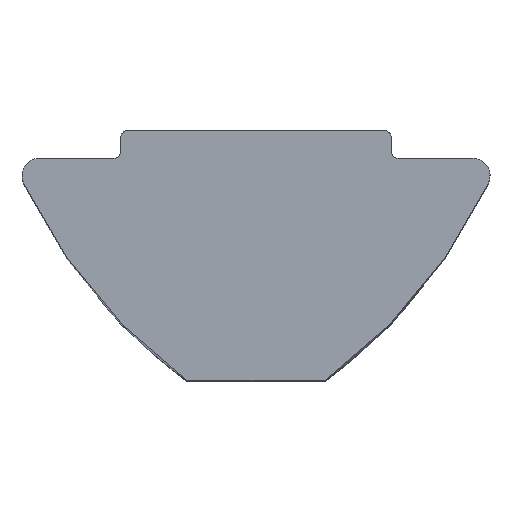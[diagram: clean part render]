
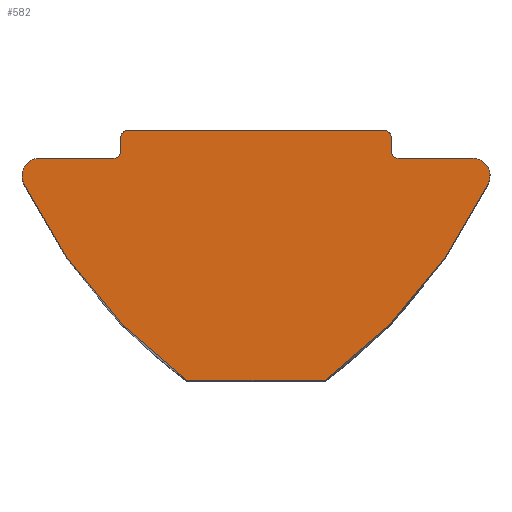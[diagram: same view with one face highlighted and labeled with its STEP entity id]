
A CAD part, top view. The second image highlights one B-rep face of the part: STEP entity #582.
In plain terms, the highlighted planar face has unit normal (0, 0, 1).
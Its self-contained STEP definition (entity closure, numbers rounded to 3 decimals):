
#4 = VERTEX_POINT ( 'NONE', #540 ) ;
#12 = CARTESIAN_POINT ( 'NONE',  ( 6.854, 4.908, 22. ) ) ;
#16 = FACE_OUTER_BOUND ( 'NONE', #1082, .T. ) ;
#20 = DIRECTION ( 'NONE',  ( 0., 0., 1. ) ) ;
#34 = VERTEX_POINT ( 'NONE', #295 ) ;
#35 = DIRECTION ( 'NONE',  ( -1., 0., 0. ) ) ;
#39 = DIRECTION ( 'NONE',  ( 1., 0., 0. ) ) ;
#66 = VERTEX_POINT ( 'NONE', #491 ) ;
#78 = CARTESIAN_POINT ( 'NONE',  ( -3.9, -0.2, 22. ) ) ;
#110 = VERTEX_POINT ( 'NONE', #370 ) ;
#112 = AXIS2_PLACEMENT_3D ( 'NONE', #595, #1311, #662 ) ;
#123 = CARTESIAN_POINT ( 'NONE',  ( -3.9, -0.8, 22. ) ) ;
#141 = DIRECTION ( 'NONE',  ( 1., 0., 0. ) ) ;
#146 = DIRECTION ( 'NONE',  ( 0., 0., 1. ) ) ;
#150 = CARTESIAN_POINT ( 'NONE',  ( 3.7, -0.2, 22. ) ) ;
#170 = VERTEX_POINT ( 'NONE', #289 ) ;
#194 = CARTESIAN_POINT ( 'NONE',  ( 6.702, -1.514, 22. ) ) ;
#201 = DIRECTION ( 'NONE',  ( 0., -1., 0. ) ) ;
#222 = CARTESIAN_POINT ( 'NONE',  ( -3.7, 0., 22. ) ) ;
#224 = CIRCLE ( 'NONE', #454, 0.2 ) ;
#252 = AXIS2_PLACEMENT_3D ( 'NONE', #635, #636, #638 ) ;
#271 = ORIENTED_EDGE ( 'NONE', *, *, #670, .T. ) ;
#277 = CARTESIAN_POINT ( 'NONE',  ( 4.1, -0.8, 22. ) ) ;
#289 = CARTESIAN_POINT ( 'NONE',  ( -4.1, -0.8, 22. ) ) ;
#295 = CARTESIAN_POINT ( 'NONE',  ( 3.9, -0.6, 22. ) ) ;
#305 = AXIS2_PLACEMENT_3D ( 'NONE', #393, #761, #763 ) ;
#311 = ORIENTED_EDGE ( 'NONE', *, *, #880, .T. ) ;
#320 = ORIENTED_EDGE ( 'NONE', *, *, #1088, .T. ) ;
#321 = CARTESIAN_POINT ( 'NONE',  ( -2., -7.2, 22. ) ) ;
#338 = VECTOR ( 'NONE', #1143, 1000. ) ;
#347 = AXIS2_PLACEMENT_3D ( 'NONE', #150, #146, #141 ) ;
#357 = EDGE_CURVE ( 'NONE', #110, #1138, #1136, .T. ) ;
#370 = CARTESIAN_POINT ( 'NONE',  ( -6.702, -1.514, 22. ) ) ;
#393 = CARTESIAN_POINT ( 'NONE',  ( -3.7, -0.2, 22. ) ) ;
#396 = CIRCLE ( 'NONE', #678, 0.5 ) ;
#431 = DIRECTION ( 'NONE',  ( 1., 0., 0. ) ) ;
#434 = ORIENTED_EDGE ( 'NONE', *, *, #863, .T. ) ;
#443 = PLANE ( 'NONE',  #1017 ) ;
#444 = AXIS2_PLACEMENT_3D ( 'NONE', #1128, #1131, #1139 ) ;
#454 = AXIS2_PLACEMENT_3D ( 'NONE', #780, #785, #790 ) ;
#465 = CARTESIAN_POINT ( 'NONE',  ( -6.25, -1.3, 22. ) ) ;
#480 = VERTEX_POINT ( 'NONE', #222 ) ;
#488 = CARTESIAN_POINT ( 'NONE',  ( -3.9, 0., 22. ) ) ;
#491 = CARTESIAN_POINT ( 'NONE',  ( 2., -7.2, 22. ) ) ;
#496 = ORIENTED_EDGE ( 'NONE', *, *, #667, .T. ) ;
#513 = ORIENTED_EDGE ( 'NONE', *, *, #973, .T. ) ;
#517 = DIRECTION ( 'NONE',  ( 0., 0., 1. ) ) ;
#518 = ORIENTED_EDGE ( 'NONE', *, *, #831, .T. ) ;
#519 = VERTEX_POINT ( 'NONE', #1001 ) ;
#540 = CARTESIAN_POINT ( 'NONE',  ( -6.25, -0.8, 22. ) ) ;
#546 = VECTOR ( 'NONE', #35, 1000. ) ;
#553 = EDGE_CURVE ( 'NONE', #1182, #1092, #1179, .T. ) ;
#556 = CARTESIAN_POINT ( 'NONE',  ( -2., -7.2, 22. ) ) ;
#557 = EDGE_CURVE ( 'NONE', #843, #110, #396, .T. ) ;
#581 = LINE ( 'NONE', #1153, #1096 ) ;
#582 = ADVANCED_FACE ( 'NONE', ( #16 ), #443, .T. ) ;
#587 = VERTEX_POINT ( 'NONE', #668 ) ;
#595 = CARTESIAN_POINT ( 'NONE',  ( -4.1, -0.6, 22. ) ) ;
#615 = CIRCLE ( 'NONE', #347, 0.2 ) ;
#622 = EDGE_CURVE ( 'NONE', #170, #4, #833, .T. ) ;
#625 = VECTOR ( 'NONE', #916, 1000. ) ;
#635 = CARTESIAN_POINT ( 'NONE',  ( -6.25, -1.3, 22. ) ) ;
#636 = DIRECTION ( 'NONE',  ( 0., 0., 1. ) ) ;
#638 = DIRECTION ( 'NONE',  ( 1., 0., 0. ) ) ;
#640 = ORIENTED_EDGE ( 'NONE', *, *, #557, .T. ) ;
#661 = LINE ( 'NONE', #933, #625 ) ;
#662 = DIRECTION ( 'NONE',  ( 1., 0., 0. ) ) ;
#667 = EDGE_CURVE ( 'NONE', #1138, #66, #793, .T. ) ;
#668 = CARTESIAN_POINT ( 'NONE',  ( 3.7, 0., 22. ) ) ;
#670 = EDGE_CURVE ( 'NONE', #1167, #34, #224, .T. ) ;
#678 = AXIS2_PLACEMENT_3D ( 'NONE', #881, #828, #865 ) ;
#682 = AXIS2_PLACEMENT_3D ( 'NONE', #767, #777, #699 ) ;
#699 = DIRECTION ( 'NONE',  ( -1., 0., 0. ) ) ;
#735 = CIRCLE ( 'NONE', #444, 15. ) ;
#738 = DIRECTION ( 'NONE',  ( 1., 0., 0. ) ) ;
#753 = CIRCLE ( 'NONE', #112, 0.2 ) ;
#759 = AXIS2_PLACEMENT_3D ( 'NONE', #12, #20, #39 ) ;
#761 = DIRECTION ( 'NONE',  ( 0., 0., 1. ) ) ;
#763 = DIRECTION ( 'NONE',  ( 1., 0., 0. ) ) ;
#767 = CARTESIAN_POINT ( 'NONE',  ( 6.25, -1.3, 22. ) ) ;
#777 = DIRECTION ( 'NONE',  ( 0., 0., 1. ) ) ;
#780 = CARTESIAN_POINT ( 'NONE',  ( 4.1, -0.6, 22. ) ) ;
#785 = DIRECTION ( 'NONE',  ( 0., 0., -1. ) ) ;
#790 = DIRECTION ( 'NONE',  ( 1., 0., 0. ) ) ;
#793 = LINE ( 'NONE', #556, #1295 ) ;
#804 = CIRCLE ( 'NONE', #305, 0.2 ) ;
#828 = DIRECTION ( 'NONE',  ( 0., 0., 1. ) ) ;
#831 = EDGE_CURVE ( 'NONE', #34, #1081, #1158, .T. ) ;
#833 = LINE ( 'NONE', #123, #546 ) ;
#840 = LINE ( 'NONE', #488, #1334 ) ;
#843 = VERTEX_POINT ( 'NONE', #1157 ) ;
#863 = EDGE_CURVE ( 'NONE', #587, #480, #581, .T. ) ;
#865 = DIRECTION ( 'NONE',  ( 1., 0., 0. ) ) ;
#872 = ORIENTED_EDGE ( 'NONE', *, *, #553, .T. ) ;
#880 = EDGE_CURVE ( 'NONE', #926, #519, #840, .T. ) ;
#881 = CARTESIAN_POINT ( 'NONE',  ( -6.25, -1.3, 22. ) ) ;
#886 = EDGE_CURVE ( 'NONE', #1081, #587, #615, .T. ) ;
#894 = EDGE_CURVE ( 'NONE', #480, #926, #804, .T. ) ;
#916 = DIRECTION ( 'NONE',  ( -1., 0., 0. ) ) ;
#926 = VERTEX_POINT ( 'NONE', #78 ) ;
#933 = CARTESIAN_POINT ( 'NONE',  ( 3.9, -0.8, 22. ) ) ;
#973 = EDGE_CURVE ( 'NONE', #4, #843, #1237, .T. ) ;
#1001 = CARTESIAN_POINT ( 'NONE',  ( -3.9, -0.6, 22. ) ) ;
#1008 = EDGE_CURVE ( 'NONE', #1092, #1167, #661, .T. ) ;
#1017 = AXIS2_PLACEMENT_3D ( 'NONE', #465, #517, #431 ) ;
#1040 = CARTESIAN_POINT ( 'NONE',  ( 6.25, -0.8, 22. ) ) ;
#1064 = CARTESIAN_POINT ( 'NONE',  ( 3.9, -0.2, 22. ) ) ;
#1081 = VERTEX_POINT ( 'NONE', #1064 ) ;
#1082 = EDGE_LOOP ( 'NONE', ( #518, #1099, #434, #1191, #311, #1296, #1107, #513, #640, #1233, #496, #320, #872, #1304, #271 ) ) ;
#1088 = EDGE_CURVE ( 'NONE', #66, #1182, #735, .T. ) ;
#1092 = VERTEX_POINT ( 'NONE', #1040 ) ;
#1096 = VECTOR ( 'NONE', #1175, 1000. ) ;
#1099 = ORIENTED_EDGE ( 'NONE', *, *, #886, .T. ) ;
#1107 = ORIENTED_EDGE ( 'NONE', *, *, #622, .T. ) ;
#1128 = CARTESIAN_POINT ( 'NONE',  ( -6.854, 4.908, 22. ) ) ;
#1131 = DIRECTION ( 'NONE',  ( 0., 0., 1. ) ) ;
#1135 = CARTESIAN_POINT ( 'NONE',  ( 3.9, 0., 22. ) ) ;
#1136 = CIRCLE ( 'NONE', #759, 15. ) ;
#1138 = VERTEX_POINT ( 'NONE', #321 ) ;
#1139 = DIRECTION ( 'NONE',  ( -1., 0., 0. ) ) ;
#1143 = DIRECTION ( 'NONE',  ( 0., 1., 0. ) ) ;
#1153 = CARTESIAN_POINT ( 'NONE',  ( 3.9, 0., 22. ) ) ;
#1157 = CARTESIAN_POINT ( 'NONE',  ( -6.75, -1.3, 22. ) ) ;
#1158 = LINE ( 'NONE', #1135, #338 ) ;
#1167 = VERTEX_POINT ( 'NONE', #277 ) ;
#1175 = DIRECTION ( 'NONE',  ( -1., 0., 0. ) ) ;
#1179 = CIRCLE ( 'NONE', #682, 0.5 ) ;
#1182 = VERTEX_POINT ( 'NONE', #194 ) ;
#1191 = ORIENTED_EDGE ( 'NONE', *, *, #894, .T. ) ;
#1233 = ORIENTED_EDGE ( 'NONE', *, *, #357, .T. ) ;
#1237 = CIRCLE ( 'NONE', #252, 0.5 ) ;
#1244 = EDGE_CURVE ( 'NONE', #519, #170, #753, .T. ) ;
#1295 = VECTOR ( 'NONE', #738, 1000. ) ;
#1296 = ORIENTED_EDGE ( 'NONE', *, *, #1244, .T. ) ;
#1304 = ORIENTED_EDGE ( 'NONE', *, *, #1008, .T. ) ;
#1311 = DIRECTION ( 'NONE',  ( 0., 0., -1. ) ) ;
#1334 = VECTOR ( 'NONE', #201, 1000. ) ;
